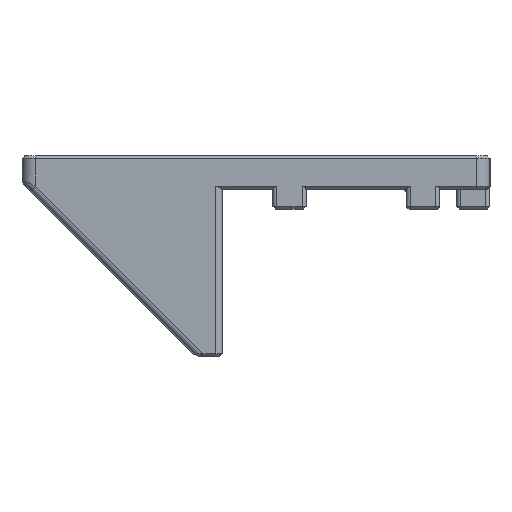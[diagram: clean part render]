
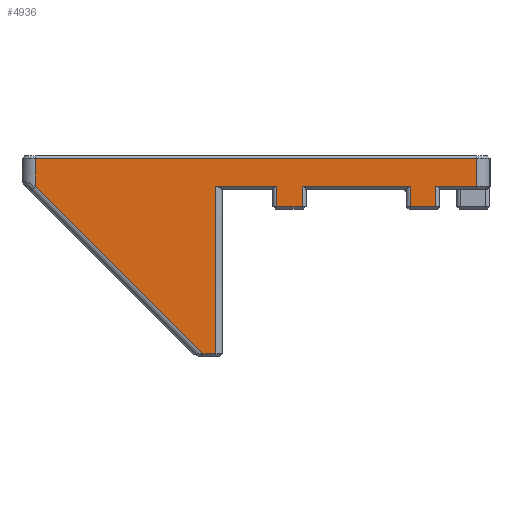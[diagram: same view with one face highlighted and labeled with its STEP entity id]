
A CAD part, left-side view. The second image highlights one B-rep face of the part: STEP entity #4936.
In plain terms, the highlighted planar face has unit normal (-1, 0, 0).
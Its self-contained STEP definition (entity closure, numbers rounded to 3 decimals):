
#427=B_SPLINE_CURVE_WITH_KNOTS('',3,(#7474,#7475,#7476,#7477),
 .UNSPECIFIED.,.F.,.F.,(4,4),(-1.571,-1.291),
 .UNSPECIFIED.);
#448=FACE_OUTER_BOUND('',#761,.T.);
#761=EDGE_LOOP('',(#3280,#3281,#3282,#3283,#3284,#3285,#3286,#3287,#3288,
#3289,#3290,#3291,#3292,#3293,#3294,#3295));
#1093=LINE('',#7442,#1555);
#1095=LINE('',#7448,#1557);
#1096=LINE('',#7450,#1558);
#1097=LINE('',#7452,#1559);
#1098=LINE('',#7454,#1560);
#1099=LINE('',#7456,#1561);
#1100=LINE('',#7458,#1562);
#1101=LINE('',#7460,#1563);
#1102=LINE('',#7462,#1564);
#1103=LINE('',#7464,#1565);
#1104=LINE('',#7466,#1566);
#1105=LINE('',#7468,#1567);
#1106=LINE('',#7470,#1568);
#1107=LINE('',#7472,#1569);
#1108=LINE('',#7478,#1570);
#1555=VECTOR('',#5838,10.);
#1557=VECTOR('',#5844,10.);
#1558=VECTOR('',#5845,10.);
#1559=VECTOR('',#5846,10.);
#1560=VECTOR('',#5847,10.);
#1561=VECTOR('',#5848,10.);
#1562=VECTOR('',#5849,10.);
#1563=VECTOR('',#5850,10.);
#1564=VECTOR('',#5851,10.);
#1565=VECTOR('',#5852,10.);
#1566=VECTOR('',#5853,10.);
#1567=VECTOR('',#5854,10.);
#1568=VECTOR('',#5855,10.);
#1569=VECTOR('',#5856,10.);
#1570=VECTOR('',#5857,10.);
#2066=VERTEX_POINT('',#7439);
#2067=VERTEX_POINT('',#7441);
#2069=VERTEX_POINT('',#7447);
#2070=VERTEX_POINT('',#7449);
#2071=VERTEX_POINT('',#7451);
#2072=VERTEX_POINT('',#7453);
#2073=VERTEX_POINT('',#7455);
#2074=VERTEX_POINT('',#7457);
#2075=VERTEX_POINT('',#7459);
#2076=VERTEX_POINT('',#7461);
#2077=VERTEX_POINT('',#7463);
#2078=VERTEX_POINT('',#7465);
#2079=VERTEX_POINT('',#7467);
#2080=VERTEX_POINT('',#7469);
#2081=VERTEX_POINT('',#7471);
#2082=VERTEX_POINT('',#7473);
#2521=EDGE_CURVE('',#2066,#2067,#1093,.T.);
#2524=EDGE_CURVE('',#2067,#2069,#1095,.T.);
#2525=EDGE_CURVE('',#2070,#2066,#1096,.T.);
#2526=EDGE_CURVE('',#2071,#2070,#1097,.T.);
#2527=EDGE_CURVE('',#2072,#2071,#1098,.T.);
#2528=EDGE_CURVE('',#2073,#2072,#1099,.T.);
#2529=EDGE_CURVE('',#2074,#2073,#1100,.T.);
#2530=EDGE_CURVE('',#2075,#2074,#1101,.T.);
#2531=EDGE_CURVE('',#2076,#2075,#1102,.T.);
#2532=EDGE_CURVE('',#2077,#2076,#1103,.T.);
#2533=EDGE_CURVE('',#2078,#2077,#1104,.T.);
#2534=EDGE_CURVE('',#2079,#2078,#1105,.T.);
#2535=EDGE_CURVE('',#2080,#2079,#1106,.T.);
#2536=EDGE_CURVE('',#2081,#2080,#1107,.T.);
#2537=EDGE_CURVE('',#2082,#2081,#427,.T.);
#2538=EDGE_CURVE('',#2069,#2082,#1108,.T.);
#3280=ORIENTED_EDGE('',*,*,#2524,.F.);
#3281=ORIENTED_EDGE('',*,*,#2521,.F.);
#3282=ORIENTED_EDGE('',*,*,#2525,.F.);
#3283=ORIENTED_EDGE('',*,*,#2526,.F.);
#3284=ORIENTED_EDGE('',*,*,#2527,.F.);
#3285=ORIENTED_EDGE('',*,*,#2528,.F.);
#3286=ORIENTED_EDGE('',*,*,#2529,.F.);
#3287=ORIENTED_EDGE('',*,*,#2530,.F.);
#3288=ORIENTED_EDGE('',*,*,#2531,.F.);
#3289=ORIENTED_EDGE('',*,*,#2532,.F.);
#3290=ORIENTED_EDGE('',*,*,#2533,.F.);
#3291=ORIENTED_EDGE('',*,*,#2534,.F.);
#3292=ORIENTED_EDGE('',*,*,#2535,.F.);
#3293=ORIENTED_EDGE('',*,*,#2536,.F.);
#3294=ORIENTED_EDGE('',*,*,#2537,.F.);
#3295=ORIENTED_EDGE('',*,*,#2538,.F.);
#4789=PLANE('',#5265);
#4936=ADVANCED_FACE('',(#448),#4789,.T.);
#5265=AXIS2_PLACEMENT_3D('',#7446,#5842,#5843);
#5838=DIRECTION('',(0.,1.,0.));
#5842=DIRECTION('center_axis',(-1.,0.,0.));
#5843=DIRECTION('ref_axis',(0.,1.,0.));
#5844=DIRECTION('',(0.,0.,-1.));
#5845=DIRECTION('',(0.,0.,1.));
#5846=DIRECTION('',(0.,1.,0.));
#5847=DIRECTION('',(0.,0.,-1.));
#5848=DIRECTION('',(0.,1.,0.));
#5849=DIRECTION('',(0.,0.,1.));
#5850=DIRECTION('',(0.,1.,0.));
#5851=DIRECTION('',(0.,0.,-1.));
#5852=DIRECTION('',(0.,1.,0.));
#5853=DIRECTION('',(0.,0.,-1.));
#5854=DIRECTION('',(0.,-1.,0.));
#5855=DIRECTION('',(0.,0.,1.));
#5856=DIRECTION('',(0.,0.707,0.707));
#5857=DIRECTION('',(0.,1.,0.));
#7439=CARTESIAN_POINT('',(-130.3,76.412,188.555));
#7441=CARTESIAN_POINT('',(-130.3,85.512,188.555));
#7442=CARTESIAN_POINT('',(-130.3,62.012,188.555));
#7446=CARTESIAN_POINT('Origin',(-130.3,44.512,193.155));
#7447=CARTESIAN_POINT('',(-130.3,85.512,163.555));
#7448=CARTESIAN_POINT('',(-130.3,85.512,193.155));
#7449=CARTESIAN_POINT('',(-130.3,76.412,185.555));
#7450=CARTESIAN_POINT('',(-130.3,76.412,190.655));
#7451=CARTESIAN_POINT('',(-130.3,72.612,185.555));
#7452=CARTESIAN_POINT('',(-130.3,59.512,185.555));
#7453=CARTESIAN_POINT('',(-130.3,72.612,188.555));
#7454=CARTESIAN_POINT('',(-130.3,72.612,190.655));
#7455=CARTESIAN_POINT('',(-130.3,56.412,188.555));
#7456=CARTESIAN_POINT('',(-130.3,62.012,188.555));
#7457=CARTESIAN_POINT('',(-130.3,56.412,185.555));
#7458=CARTESIAN_POINT('',(-130.3,56.412,190.655));
#7459=CARTESIAN_POINT('',(-130.3,52.612,185.555));
#7460=CARTESIAN_POINT('',(-130.3,49.512,185.555));
#7461=CARTESIAN_POINT('',(-130.3,52.612,188.555));
#7462=CARTESIAN_POINT('',(-130.3,52.612,190.655));
#7463=CARTESIAN_POINT('',(-130.3,46.512,188.555));
#7464=CARTESIAN_POINT('',(-130.3,62.012,188.555));
#7465=CARTESIAN_POINT('',(-130.3,46.512,192.755));
#7466=CARTESIAN_POINT('',(-130.3,46.512,193.155));
#7467=CARTESIAN_POINT('',(-130.3,112.512,192.755));
#7468=CARTESIAN_POINT('',(-130.3,62.012,192.755));
#7469=CARTESIAN_POINT('',(-130.3,112.512,188.57));
#7470=CARTESIAN_POINT('',(-130.3,112.512,193.155));
#7471=CARTESIAN_POINT('',(-130.3,87.495,163.554));
#7472=CARTESIAN_POINT('',(-130.3,97.304,173.363));
#7473=CARTESIAN_POINT('',(-130.3,87.097,163.555));
#7474=CARTESIAN_POINT('Ctrl Pts',(-130.3,87.097,163.555));
#7475=CARTESIAN_POINT('Ctrl Pts',(-130.3,87.229,163.555));
#7476=CARTESIAN_POINT('Ctrl Pts',(-130.3,87.361,163.556));
#7477=CARTESIAN_POINT('Ctrl Pts',(-130.3,87.495,163.554));
#7478=CARTESIAN_POINT('',(-130.3,72.012,163.555));
